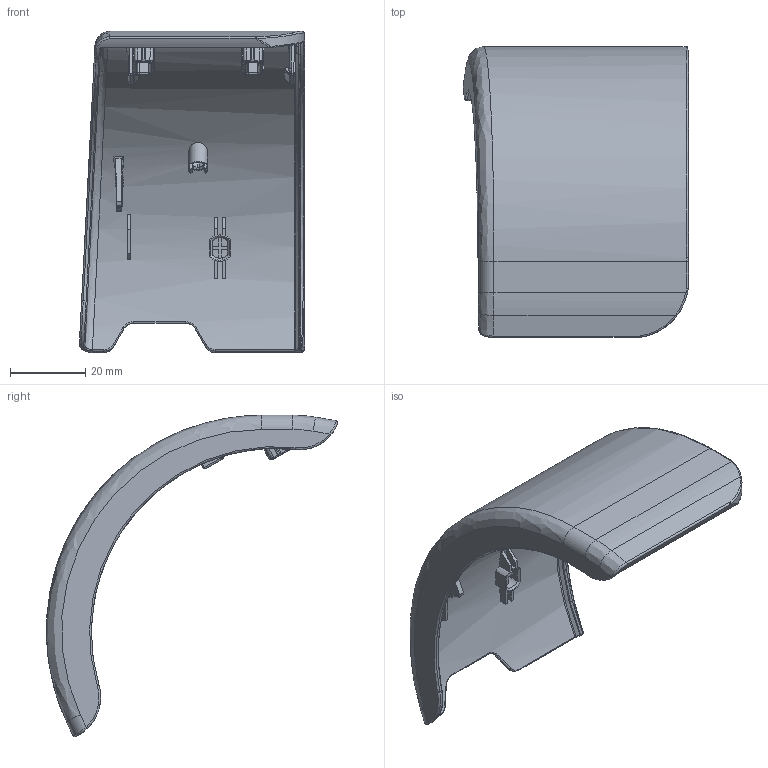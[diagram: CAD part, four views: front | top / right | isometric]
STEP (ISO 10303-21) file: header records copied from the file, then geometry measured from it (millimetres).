
FILE_DESCRIPTION(/* description */ (''),/* implementation_level */ '2;1');
FILE_NAME(/* name */ 'f62d6dee-6aae-4cbf-9d26-ad81ee4d8ed3.stp',/* time_stamp */ '2019-09-01T13:48:43-06:00',/* author */ ('sridharPR5JY'),/* organization */ (''),/* preprocessor_version */ 'ST-DEVELOPER v18',/* originating_system */ 'Autodesk Translation Framework v8.2.0.1029',/* authorisation */ '');
FILE_SCHEMA (('AUTOMOTIVE_DESIGN { 1 0 10303 214 3 1 1 }'));
Products named in the file (1): BUMP_COVER_REAR_RIGHT
Bounding box: 59.87 x 77.39 x 85.43 mm (x, y, z)
Volume: 14281.1 mm3; surface area: 19754.6 mm2
Topology: 1 solids, 1 shells, 778 faces, 1957 edges, 1188 vertices
Faces by surface type: plane 267, cylinder 243, bspline 236, torus 19, cone 12, sphere 1
Full cylindrical faces by diameter (mm): 5 x1
Entity records: 41373 total; most frequent: CARTESIAN_POINT 23976, ORIENTED_EDGE 3912, DIRECTION 3362, EDGE_CURVE 1956, AXIS2_PLACEMENT_3D 1269, VERTEX_POINT 1188, LINE 824, VECTOR 824
